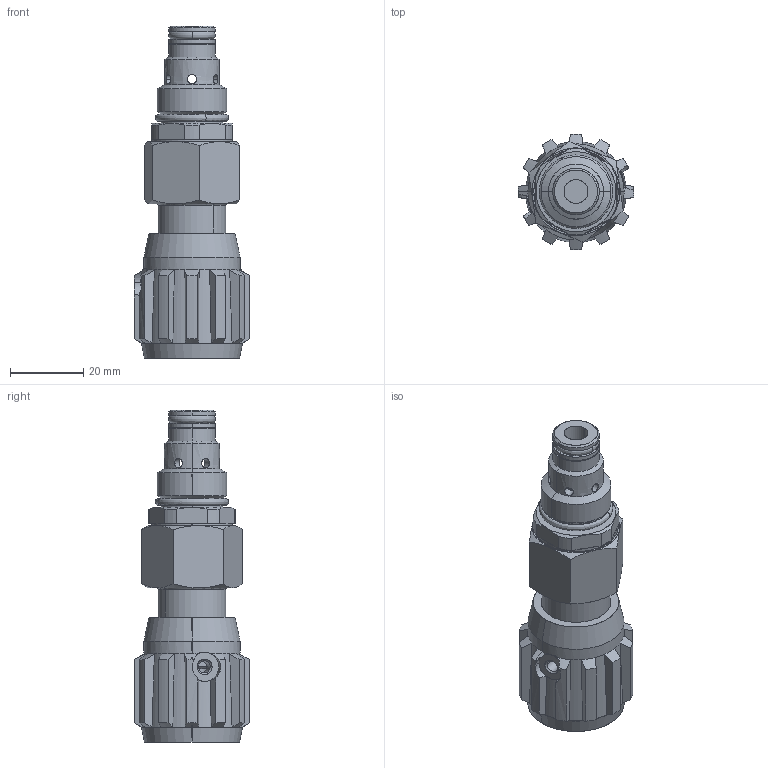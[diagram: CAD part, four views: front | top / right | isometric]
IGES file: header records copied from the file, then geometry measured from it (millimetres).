
Start section: SolidWorks IGES file using analytic representation for surfaces
Global section: file name: CSC04.igs; native system: SolidWorks 2012; preprocessor: SolidWorks 2012; author: serviziopdm; date: 131001.165959; units: millimetre
Bounding box: 31.5 x 31.48 x 90.5 mm (x, y, z)
Surface area: 20431.4 mm2 (no closed solid volume)
Topology: 0 solids, 0 shells, 337 faces, 5200 edges, 5198 vertices
Faces by surface type: revolution 214, bspline 123
